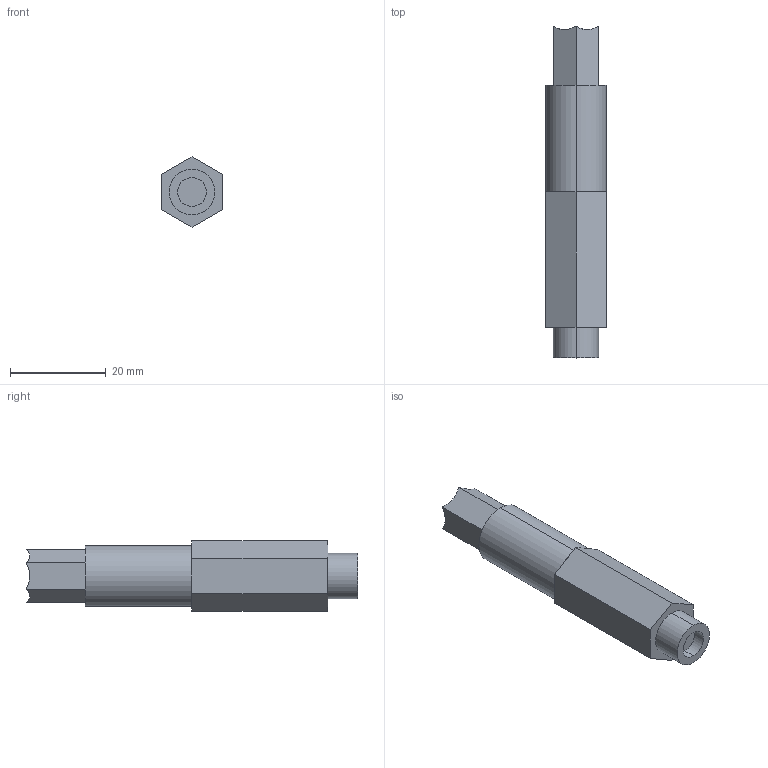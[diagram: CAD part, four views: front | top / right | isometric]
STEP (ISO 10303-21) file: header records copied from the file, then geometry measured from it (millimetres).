
FILE_DESCRIPTION (( 'STEP AP203' ), '1' );
FILE_NAME ('MoveableBallast_IntermediateOutputShaft.STEP', '2017-11-20T04:37:55', ( 'Windows User' ), ( '' ), 'SwSTEP 2.0', 'SolidWorks 2017', '' );
FILE_SCHEMA (( 'CONFIG_CONTROL_DESIGN' ));
Length unit declared in the file: inch
Products named in the file (1): MoveableBallast_IntermediateOutputShaft
Bounding box: 12.7 x 69.22 x 14.66 mm (x, y, z)
Volume: 7670.8 mm3; surface area: 3304.6 mm2
Topology: 1 solids, 1 shells, 46 faces, 110 edges, 69 vertices
Faces by surface type: plane 30, cylinder 12, cone 4
Entity records: 1463 total; most frequent: CARTESIAN_POINT 302, DIRECTION 234, ORIENTED_EDGE 216, EDGE_CURVE 108, AXIS2_PLACEMENT_3D 85, VERTEX_POINT 69, LINE 64, VECTOR 64
